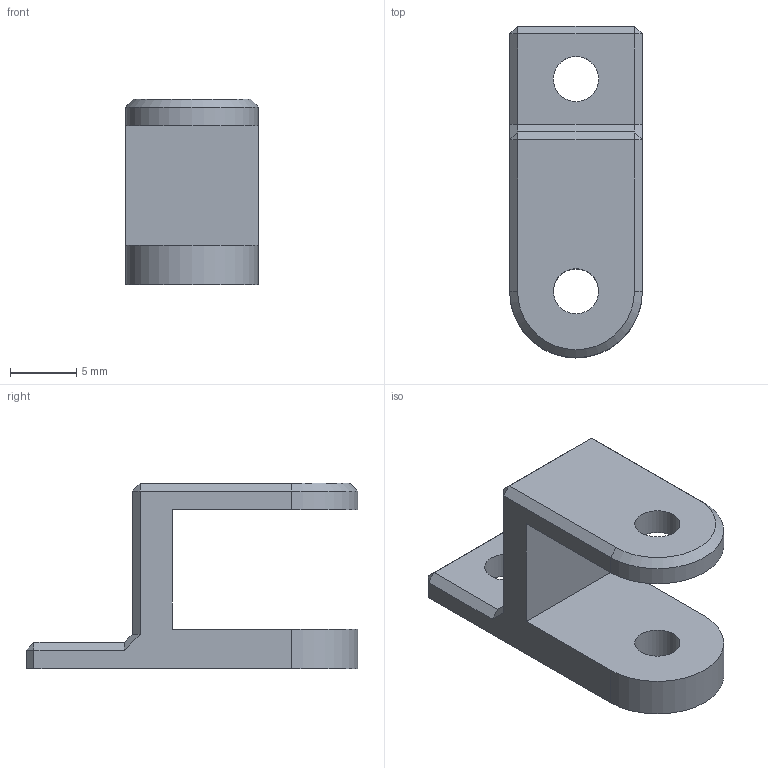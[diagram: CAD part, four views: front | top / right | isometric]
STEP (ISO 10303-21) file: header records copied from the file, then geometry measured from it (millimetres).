
FILE_DESCRIPTION(('FreeCAD Model'),'2;1');
FILE_NAME('Open CASCADE Shape Model','2023-05-16T18:48:04',('Author'),( ''),'Open CASCADE STEP processor 7.5','FreeCAD','Unknown');
FILE_SCHEMA(('AUTOMOTIVE_DESIGN { 1 0 10303 214 1 1 1 1 }'));
Length unit declared in the file: millimetre
Products named in the file (1): y.bearing.holder
Bounding box: 10 x 25 x 14 mm (x, y, z)
Volume: 1146.8 mm3; surface area: 1231.8 mm2
Topology: 1 solids, 1 shells, 33 faces, 75 edges, 44 vertices
Faces by surface type: plane 27, cylinder 5, cone 1
Full cylindrical faces by diameter (mm): 3.4 x3
Entity records: 1908 total; most frequent: CARTESIAN_POINT 327, DIRECTION 295, LINE 198, VECTOR 198, ORIENTED_EDGE 150, PCURVE 150, DEFINITIONAL_REPRESENTATION 150, EDGE_CURVE 75
